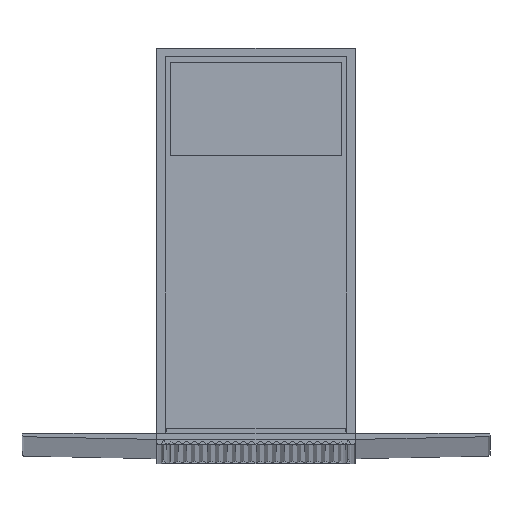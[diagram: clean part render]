
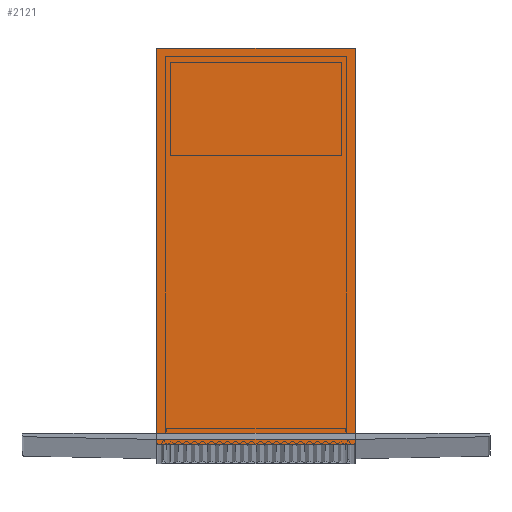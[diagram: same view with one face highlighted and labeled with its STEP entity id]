
A CAD part, top view. The second image highlights one B-rep face of the part: STEP entity #2121.
In plain terms, the highlighted planar face has unit normal (0, 0, 1).
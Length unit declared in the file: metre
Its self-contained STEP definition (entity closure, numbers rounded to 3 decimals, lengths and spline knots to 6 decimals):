
#41=CIRCLE('',#2277,0.0002);
#42=CIRCLE('',#2278,0.0002);
#139=FACE_OUTER_BOUND('',#254,.T.);
#254=EDGE_LOOP('',(#1712,#1713,#1714,#1715,#1716,#1717));
#474=LINE('',#3287,#745);
#475=LINE('',#3291,#746);
#476=LINE('',#3293,#747);
#477=LINE('',#3295,#748);
#745=VECTOR('',#2674,0.0422);
#746=VECTOR('',#2677,0.0848);
#747=VECTOR('',#2678,0.0426);
#748=VECTOR('',#2679,0.0848);
#971=VERTEX_POINT('',#3285);
#972=VERTEX_POINT('',#3286);
#973=VERTEX_POINT('',#3288);
#974=VERTEX_POINT('',#3290);
#975=VERTEX_POINT('',#3292);
#976=VERTEX_POINT('',#3294);
#1232=EDGE_CURVE('',#971,#972,#474,.T.);
#1233=EDGE_CURVE('',#972,#973,#41,.T.);
#1234=EDGE_CURVE('',#973,#974,#475,.T.);
#1235=EDGE_CURVE('',#974,#975,#476,.F.);
#1236=EDGE_CURVE('',#975,#976,#477,.F.);
#1237=EDGE_CURVE('',#976,#971,#42,.T.);
#1712=ORIENTED_EDGE('',*,*,#1232,.T.);
#1713=ORIENTED_EDGE('',*,*,#1233,.T.);
#1714=ORIENTED_EDGE('',*,*,#1234,.T.);
#1715=ORIENTED_EDGE('',*,*,#1235,.T.);
#1716=ORIENTED_EDGE('',*,*,#1236,.T.);
#1717=ORIENTED_EDGE('',*,*,#1237,.T.);
#2016=PLANE('',#2276);
#2121=ADVANCED_FACE('',(#139),#2016,.T.);
#2276=AXIS2_PLACEMENT_3D('',#3284,#2672,#2673);
#2277=AXIS2_PLACEMENT_3D('',#3289,#2675,#2676);
#2278=AXIS2_PLACEMENT_3D('',#3296,#2680,#2681);
#2672=DIRECTION('center_axis',(0.,0.,1.));
#2673=DIRECTION('ref_axis',(1.,0.,0.));
#2674=DIRECTION('',(1.,0.,0.));
#2675=DIRECTION('center_axis',(0.,0.,1.));
#2676=DIRECTION('ref_axis',(1.,0.,0.));
#2677=DIRECTION('',(0.,1.,0.));
#2678=DIRECTION('',(1.,0.,0.));
#2679=DIRECTION('',(0.,1.,0.));
#2680=DIRECTION('center_axis',(0.,0.,1.));
#2681=DIRECTION('ref_axis',(1.,0.,0.));
#3284=CARTESIAN_POINT('Origin',(0.0225,0.0093,1.18625));
#3285=CARTESIAN_POINT('',(-0.0211,0.,1.18625));
#3286=CARTESIAN_POINT('',(0.0211,0.,1.18625));
#3287=CARTESIAN_POINT('',(-0.0211,0.,1.18625));
#3288=CARTESIAN_POINT('',(0.0213,0.0002,1.18625));
#3289=CARTESIAN_POINT('Origin',(0.0211,0.0002,
1.18625));
#3290=CARTESIAN_POINT('',(0.0213,0.085,1.18625));
#3291=CARTESIAN_POINT('',(0.0213,0.0002,1.18625));
#3292=CARTESIAN_POINT('',(-0.0213,0.085,1.18625));
#3293=CARTESIAN_POINT('',(-0.0213,0.085,1.18625));
#3294=CARTESIAN_POINT('',(-0.0213,0.0002,1.18625));
#3295=CARTESIAN_POINT('',(-0.0213,0.0002,1.18625));
#3296=CARTESIAN_POINT('Origin',(-0.0211,0.0002,
1.18625));
